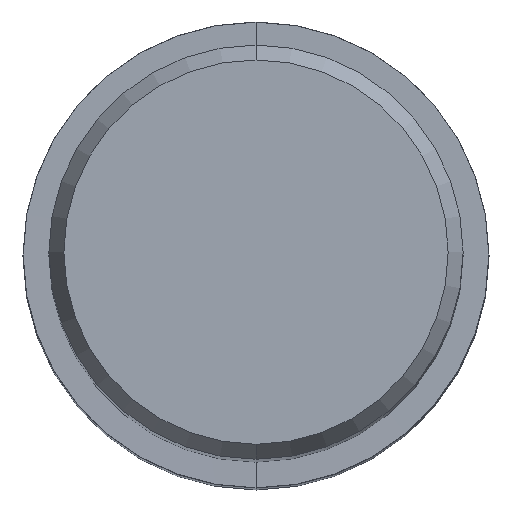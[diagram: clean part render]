
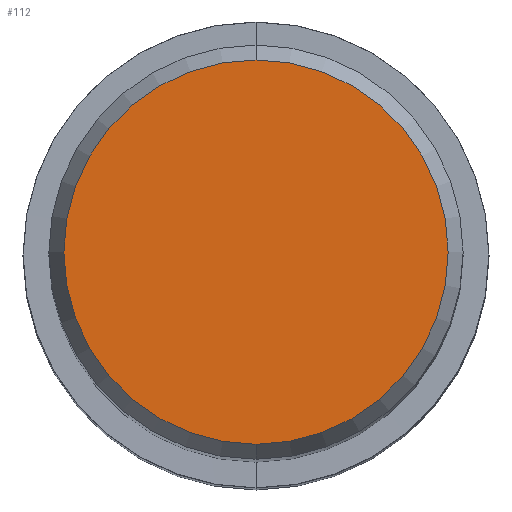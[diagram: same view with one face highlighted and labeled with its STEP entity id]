
A CAD part, top view. The second image highlights one B-rep face of the part: STEP entity #112.
In plain terms, the highlighted planar face has unit normal (0, 0, 1).
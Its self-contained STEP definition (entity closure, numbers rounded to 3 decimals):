
#98=VERTEX_POINT('',#212);
#112=ADVANCED_FACE('',(#228),#229,.T.);
#126=EDGE_CURVE('',#98,#146,#246,.T.);
#146=VERTEX_POINT('',#268);
#158=EDGE_CURVE('',#146,#98,#282,.T.);
#212=CARTESIAN_POINT('',(0.0,5.892,0.01));
#228=FACE_OUTER_BOUND('',#353,.T.);
#229=PLANE('',#354);
#246=CIRCLE('',#378,5.892);
#268=CARTESIAN_POINT('',(0.,-5.892,0.01));
#282=CIRCLE('',#423,5.892);
#353=EDGE_LOOP('',(#488,#489));
#354=AXIS2_PLACEMENT_3D('',#490,#491,#492);
#378=AXIS2_PLACEMENT_3D('',#512,#513,#514);
#423=AXIS2_PLACEMENT_3D('',#556,#557,#558);
#488=ORIENTED_EDGE('',*,*,#126,.F.);
#489=ORIENTED_EDGE('',*,*,#158,.F.);
#490=CARTESIAN_POINT('',(0.0,2.946,0.01));
#491=DIRECTION('',(-0.0,0.0,1.0));
#492=DIRECTION('',(0.0,-1.0,0.0));
#512=CARTESIAN_POINT('',(0.0,0.0,0.01));
#513=DIRECTION('',(0.0,0.0,-1.0));
#514=DIRECTION('',(0.0,1.0,0.0));
#556=CARTESIAN_POINT('',(0.0,0.0,0.01));
#557=DIRECTION('',(0.0,0.0,-1.0));
#558=DIRECTION('',(0.0,1.0,0.0));
